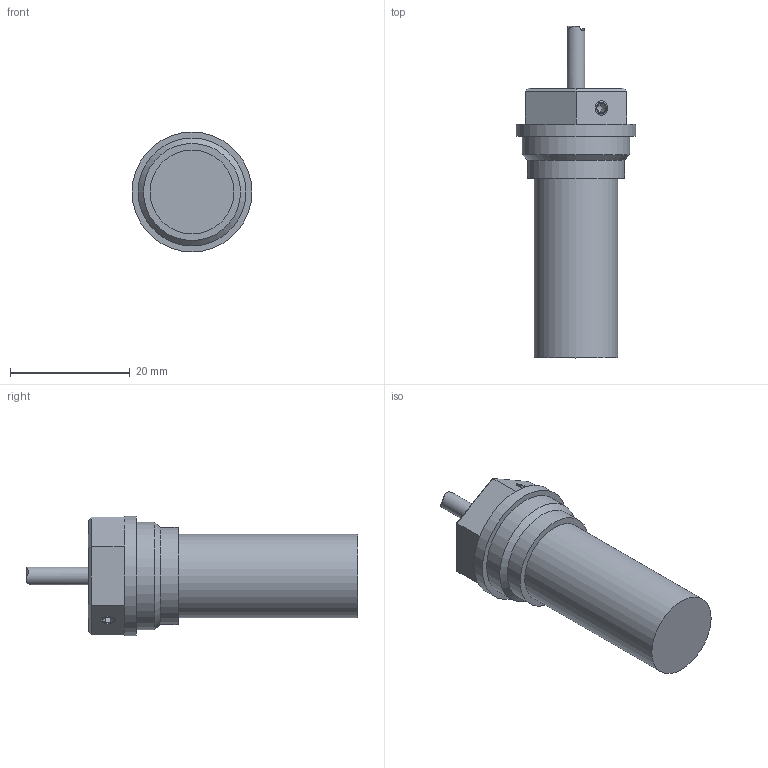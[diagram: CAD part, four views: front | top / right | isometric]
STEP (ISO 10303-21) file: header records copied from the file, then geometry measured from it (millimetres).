
FILE_DESCRIPTION(/* description */ (''),/* implementation_level */ '2;1');
FILE_NAME(/* name */ '561650_Shrinkwrap_1.stp',/* time_stamp */ '2021-11-03T15:02:44+01:00',/* author */ ('Krieger Anja'),/* organization */ (''),/* preprocessor_version */ 'ST-DEVELOPER v18.1',/* originating_system */ 'Autodesk Inventor 2021',/* authorisation */ '');
FILE_SCHEMA (('AUTOMOTIVE_DESIGN { 1 0 10303 214 3 1 1 }'));
Length unit declared in the file: millimetre
Products named in the file (1): 561650_Shrinkwrap_1
Bounding box: 20 x 55.4 x 20 mm (x, y, z)
Volume: 8413.2 mm3; surface area: 2884 mm2
Topology: 1 solids, 1 shells, 55 faces, 130 edges, 84 vertices
Faces by surface type: plane 38, cylinder 10, cone 7
Full cylindrical faces by diameter (mm): 2.459 x2, 3 x1, 3.459 x1, 14 x1, 16.2 x1, 18 x1, 20 x1
Entity records: 1705 total; most frequent: CARTESIAN_POINT 363, ORIENTED_EDGE 254, DIRECTION 240, EDGE_CURVE 127, VERTEX_POINT 84, LINE 82, VECTOR 82, AXIS2_PLACEMENT_3D 79
